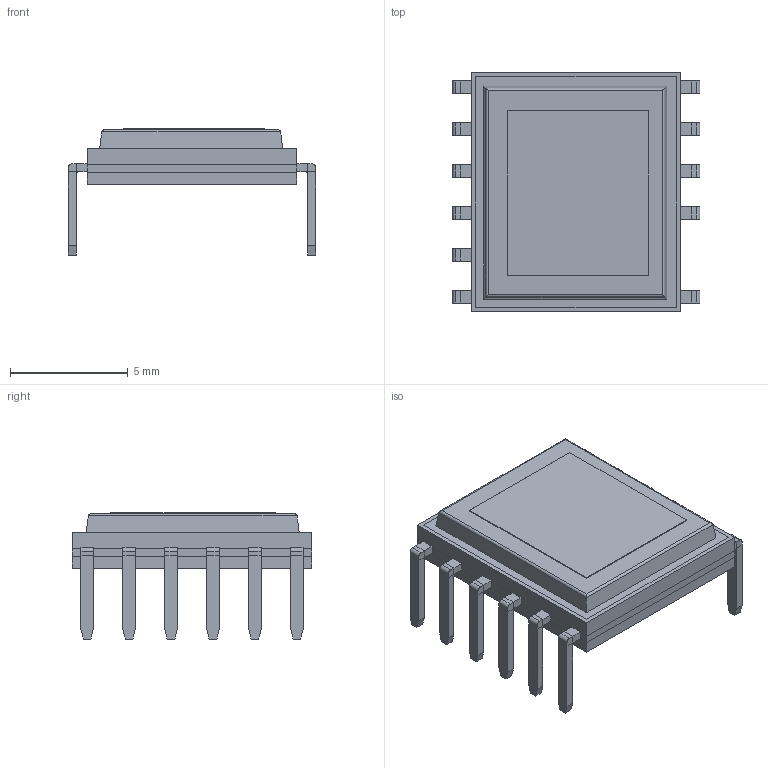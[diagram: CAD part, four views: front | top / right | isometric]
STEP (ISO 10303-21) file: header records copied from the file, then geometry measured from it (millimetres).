
FILE_DESCRIPTION(('FreeCAD Model'),'2;1');
FILE_NAME('Array001_fd_sp.step', '2018-11-06T06:20:47',('kicad StepUp'),('ksu MCAD'), 'Open CASCADE STEP processor 7.1','FreeCAD','Unknown');
FILE_SCHEMA(('AUTOMOTIVE_DESIGN { 1 0 10303 214 1 1 1 1 }'));
Length unit declared in the file: millimetre
Products named in the file (1): Array001_fd_sp
Bounding box: 10.5 x 10.16 x 5.35 mm (x, y, z)
Volume: 201.5 mm3; surface area: 341.6 mm2
Topology: 1 solids, 1 shells, 217 faces, 563 edges, 352 vertices
Faces by surface type: plane 191, cylinder 26
Entity records: 7978 total; most frequent: CARTESIAN_POINT 1133, ORIENTED_EDGE 1126, DIRECTION 1047, EDGE_CURVE 563, LINE 515, VECTOR 515, VERTEX_POINT 352, AXIS2_PLACEMENT_3D 266
